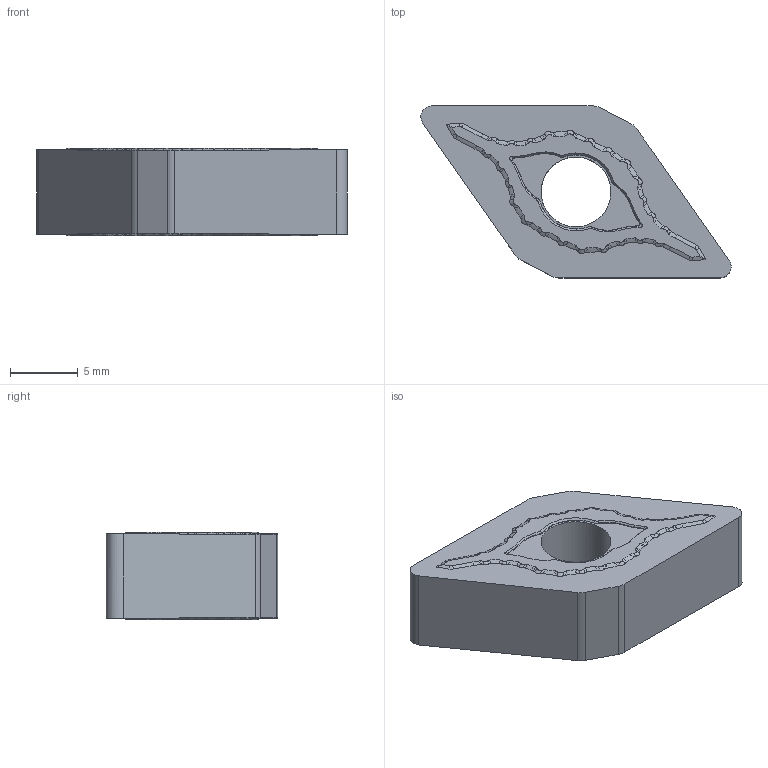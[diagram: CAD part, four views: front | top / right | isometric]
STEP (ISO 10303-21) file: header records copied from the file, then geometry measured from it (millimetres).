
FILE_DESCRIPTION(/* description */ (''),/* implementation_level */ '2;1');
FILE_NAME(/* name */ 'DNMG150608E_SM_115003108ndi000_00_SIM.stp',/* time_stamp */ '2022-01-17T09:42:30+01:00',/* author */ (''),/* organization */ (''),/* preprocessor_version */ 'ST-DEVELOPER v16.7',/* originating_system */ 'SIEMENS PLM Software NX 12.0',/* authorisation */ '');
FILE_SCHEMA (('AUTOMOTIVE_DESIGN { 1 0 10303 214 3 1 1 1 }'));
Length unit declared in the file: millimetre
Products named in the file (1): mp54436087B2uej9
Bounding box: 22.92 x 12.7 x 6.45 mm (x, y, z)
Volume: 1067.6 mm3; surface area: 813.9 mm2
Topology: 1 solids, 1 shells, 375 faces, 1075 edges, 702 vertices
Faces by surface type: bspline 180, torus 84, extrusion 48, cylinder 35, cone 20, plane 8
Full cylindrical faces by diameter (mm): 5.16 x1
Entity records: 19765 total; most frequent: CARTESIAN_POINT 11949, ORIENTED_EDGE 2140, EDGE_CURVE 1070, DIRECTION 908, B_SPLINE_CURVE_WITH_KNOTS 810, VERTEX_POINT 702, AXIS2_PLACEMENT_3D 404, EDGE_LOOP 382
